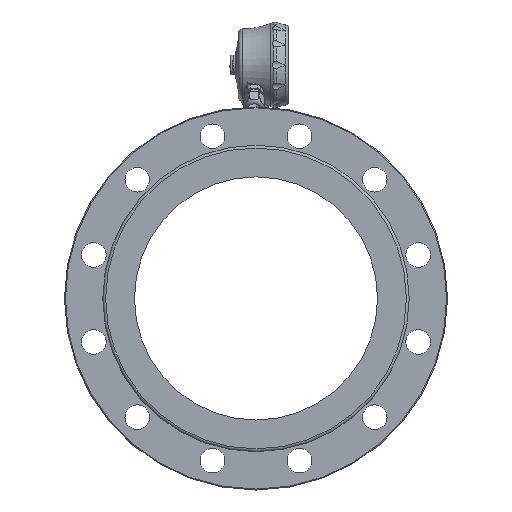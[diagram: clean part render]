
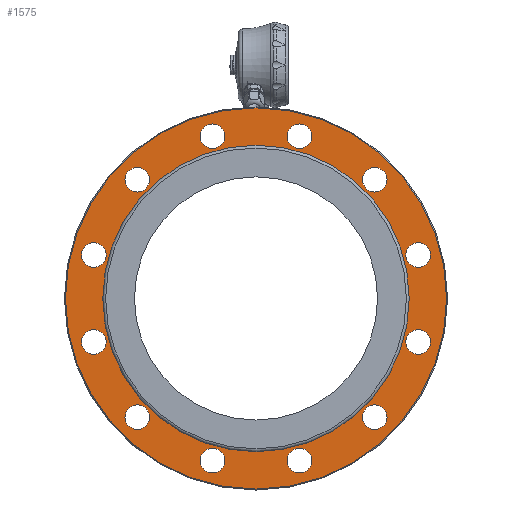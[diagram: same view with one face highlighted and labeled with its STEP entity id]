
A CAD part, front view. The second image highlights one B-rep face of the part: STEP entity #1575.
In plain terms, the highlighted planar face has unit normal (0, -1, 0).
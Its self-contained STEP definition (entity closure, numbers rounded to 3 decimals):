
#1575 = ADVANCED_FACE( '', ( #3308, #3309, #3310, #3311, #3312, #3313, #3314, #3315, #3316, #3317, #3318, #3319, #3320, #3321 ), #3322, .T. );
#3308 = FACE_OUTER_BOUND( '', #5806, .T. );
#3309 = FACE_BOUND( '', #5807, .T. );
#3310 = FACE_BOUND( '', #5808, .T. );
#3311 = FACE_BOUND( '', #5809, .T. );
#3312 = FACE_BOUND( '', #5810, .T. );
#3313 = FACE_BOUND( '', #5811, .T. );
#3314 = FACE_BOUND( '', #5812, .T. );
#3315 = FACE_BOUND( '', #5813, .T. );
#3316 = FACE_BOUND( '', #5814, .T. );
#3317 = FACE_BOUND( '', #5815, .T. );
#3318 = FACE_BOUND( '', #5816, .T. );
#3319 = FACE_BOUND( '', #5817, .T. );
#3320 = FACE_BOUND( '', #5818, .T. );
#3321 = FACE_BOUND( '', #5819, .T. );
#3322 = PLANE( '', #5820 );
#5806 = EDGE_LOOP( '', ( #10370 ) );
#5807 = EDGE_LOOP( '', ( #10371 ) );
#5808 = EDGE_LOOP( '', ( #10372 ) );
#5809 = EDGE_LOOP( '', ( #10373 ) );
#5810 = EDGE_LOOP( '', ( #10374 ) );
#5811 = EDGE_LOOP( '', ( #10375 ) );
#5812 = EDGE_LOOP( '', ( #10376 ) );
#5813 = EDGE_LOOP( '', ( #10377 ) );
#5814 = EDGE_LOOP( '', ( #10378 ) );
#5815 = EDGE_LOOP( '', ( #10379 ) );
#5816 = EDGE_LOOP( '', ( #10380 ) );
#5817 = EDGE_LOOP( '', ( #10381 ) );
#5818 = EDGE_LOOP( '', ( #10382 ) );
#5819 = EDGE_LOOP( '', ( #10383 ) );
#5820 = AXIS2_PLACEMENT_3D( '', #10384, #10385, #10386 );
#10370 = ORIENTED_EDGE( '', *, *, #10745, .T. );
#10371 = ORIENTED_EDGE( '', *, *, #11172, .F. );
#10372 = ORIENTED_EDGE( '', *, *, #11344, .F. );
#10373 = ORIENTED_EDGE( '', *, *, #11517, .F. );
#10374 = ORIENTED_EDGE( '', *, *, #11624, .F. );
#10375 = ORIENTED_EDGE( '', *, *, #12004, .F. );
#10376 = ORIENTED_EDGE( '', *, *, #11590, .F. );
#10377 = ORIENTED_EDGE( '', *, *, #10755, .F. );
#10378 = ORIENTED_EDGE( '', *, *, #12079, .F. );
#10379 = ORIENTED_EDGE( '', *, *, #12155, .F. );
#10380 = ORIENTED_EDGE( '', *, *, #12028, .F. );
#10381 = ORIENTED_EDGE( '', *, *, #11391, .F. );
#10382 = ORIENTED_EDGE( '', *, *, #12026, .F. );
#10383 = ORIENTED_EDGE( '', *, *, #11877, .F. );
#10384 = CARTESIAN_POINT( '', ( 0., -220., 162. ) );
#10385 = DIRECTION( '', ( 0., -1., 0. ) );
#10386 = DIRECTION( '', ( 0., 0., 1. ) );
#10745 = EDGE_CURVE( '', #12766, #12766, #12767, .T. );
#10755 = EDGE_CURVE( '', #12781, #12781, #12782, .T. );
#11172 = EDGE_CURVE( '', #13462, #13462, #13463, .T. );
#11344 = EDGE_CURVE( '', #13733, #13733, #13734, .T. );
#11391 = EDGE_CURVE( '', #13800, #13800, #13801, .T. );
#11517 = EDGE_CURVE( '', #13967, #13967, #13968, .T. );
#11590 = EDGE_CURVE( '', #14069, #14069, #14070, .T. );
#11624 = EDGE_CURVE( '', #14118, #14118, #14119, .T. );
#11877 = EDGE_CURVE( '', #14465, #14465, #14466, .T. );
#12004 = EDGE_CURVE( '', #14636, #14636, #14637, .T. );
#12026 = EDGE_CURVE( '', #14666, #14666, #14667, .T. );
#12028 = EDGE_CURVE( '', #14669, #14669, #14670, .T. );
#12079 = EDGE_CURVE( '', #14725, #14725, #14726, .T. );
#12155 = EDGE_CURVE( '', #14808, #14808, #14809, .T. );
#12766 = VERTEX_POINT( '', #16872 );
#12767 = CIRCLE( '', #16873, 201.5 );
#12781 = VERTEX_POINT( '', #16907 );
#12782 = CIRCLE( '', #16908, 13. );
#13462 = VERTEX_POINT( '', #18579 );
#13463 = CIRCLE( '', #18580, 13. );
#13733 = VERTEX_POINT( '', #19092 );
#13734 = CIRCLE( '', #19093, 13. );
#13800 = VERTEX_POINT( '', #19256 );
#13801 = CIRCLE( '', #19257, 13. );
#13967 = VERTEX_POINT( '', #19751 );
#13968 = CIRCLE( '', #19752, 13. );
#14069 = VERTEX_POINT( '', #19958 );
#14070 = CIRCLE( '', #19959, 13. );
#14118 = VERTEX_POINT( '', #20047 );
#14119 = CIRCLE( '', #20048, 13. );
#14465 = VERTEX_POINT( '', #20959 );
#14466 = CIRCLE( '', #20960, 162. );
#14636 = VERTEX_POINT( '', #21265 );
#14637 = CIRCLE( '', #21266, 13. );
#14666 = VERTEX_POINT( '', #21367 );
#14667 = CIRCLE( '', #21368, 13. );
#14669 = VERTEX_POINT( '', #21370 );
#14670 = CIRCLE( '', #21371, 13. );
#14725 = VERTEX_POINT( '', #21491 );
#14726 = CIRCLE( '', #21492, 13. );
#14808 = VERTEX_POINT( '', #21609 );
#14809 = CIRCLE( '', #21610, 13. );
#16872 = CARTESIAN_POINT( '', ( 0., -220., 201.5 ) );
#16873 = AXIS2_PLACEMENT_3D( '', #22139, #22140, #22141 );
#16907 = CARTESIAN_POINT( '', ( -114.253, -220., -132.011 ) );
#16908 = AXIS2_PLACEMENT_3D( '', #22150, #22151, #22152 );
#18579 = CARTESIAN_POINT( '', ( 114.253, -220., 132.011 ) );
#18580 = AXIS2_PLACEMENT_3D( '', #22594, #22595, #22596 );
#19092 = CARTESIAN_POINT( '', ( 164.952, -220., 57.199 ) );
#19093 = AXIS2_PLACEMENT_3D( '', #22783, #22784, #22785 );
#19256 = CARTESIAN_POINT( '', ( -57.199, -220., 164.952 ) );
#19257 = AXIS2_PLACEMENT_3D( '', #22848, #22849, #22850 );
#19751 = CARTESIAN_POINT( '', ( 171.452, -220., -32.94 ) );
#19752 = AXIS2_PLACEMENT_3D( '', #22950, #22951, #22952 );
#19958 = CARTESIAN_POINT( '', ( -32.94, -220., -171.452 ) );
#19959 = AXIS2_PLACEMENT_3D( '', #23026, #23027, #23028 );
#20047 = CARTESIAN_POINT( '', ( 132.011, -220., -114.253 ) );
#20048 = AXIS2_PLACEMENT_3D( '', #23059, #23060, #23061 );
#20959 = CARTESIAN_POINT( '', ( 0., -220., 162. ) );
#20960 = AXIS2_PLACEMENT_3D( '', #23309, #23310, #23311 );
#21265 = CARTESIAN_POINT( '', ( 57.199, -220., -164.952 ) );
#21266 = AXIS2_PLACEMENT_3D( '', #23435, #23436, #23437 );
#21367 = CARTESIAN_POINT( '', ( 32.94, -220., 171.452 ) );
#21368 = AXIS2_PLACEMENT_3D( '', #23462, #23463, #23464 );
#21370 = CARTESIAN_POINT( '', ( -132.011, -220., 114.253 ) );
#21371 = AXIS2_PLACEMENT_3D( '', #23465, #23466, #23467 );
#21491 = CARTESIAN_POINT( '', ( -164.952, -220., -57.199 ) );
#21492 = AXIS2_PLACEMENT_3D( '', #23502, #23503, #23504 );
#21609 = CARTESIAN_POINT( '', ( -171.452, -220., 32.94 ) );
#21610 = AXIS2_PLACEMENT_3D( '', #23567, #23568, #23569 );
#22139 = CARTESIAN_POINT( '', ( 0., -220., 0. ) );
#22140 = DIRECTION( '', ( 0., -1., 0. ) );
#22141 = DIRECTION( '', ( 0., 0., 1. ) );
#22150 = CARTESIAN_POINT( '', ( -125.511, -220., -125.511 ) );
#22151 = DIRECTION( '', ( 0., -1., 0. ) );
#22152 = DIRECTION( '', ( 0.866, 0., -0.5 ) );
#22594 = CARTESIAN_POINT( '', ( 125.511, -220., 125.511 ) );
#22595 = DIRECTION( '', ( 0., -1., 0. ) );
#22596 = DIRECTION( '', ( -0.866, 0., 0.5 ) );
#22783 = CARTESIAN_POINT( '', ( 171.452, -220., 45.94 ) );
#22784 = DIRECTION( '', ( 0., -1., 0. ) );
#22785 = DIRECTION( '', ( -0.5, 0., 0.866 ) );
#22848 = CARTESIAN_POINT( '', ( -45.94, -220., 171.452 ) );
#22849 = DIRECTION( '', ( 0., -1., 0. ) );
#22850 = DIRECTION( '', ( -0.866, 0., -0.5 ) );
#22950 = CARTESIAN_POINT( '', ( 171.452, -220., -45.94 ) );
#22951 = DIRECTION( '', ( 0., -1., 0. ) );
#22952 = DIRECTION( '', ( 0., 0., 1. ) );
#23026 = CARTESIAN_POINT( '', ( -45.94, -220., -171.452 ) );
#23027 = DIRECTION( '', ( 0., -1., 0. ) );
#23028 = DIRECTION( '', ( 1., 0., 0. ) );
#23059 = CARTESIAN_POINT( '', ( 125.511, -220., -125.511 ) );
#23060 = DIRECTION( '', ( 0., -1., 0. ) );
#23061 = DIRECTION( '', ( 0.5, 0., 0.866 ) );
#23309 = CARTESIAN_POINT( '', ( 0., -220., 0. ) );
#23310 = DIRECTION( '', ( 0., -1., 0. ) );
#23311 = DIRECTION( '', ( 0., 0., 1. ) );
#23435 = CARTESIAN_POINT( '', ( 45.94, -220., -171.452 ) );
#23436 = DIRECTION( '', ( 0., -1., 0. ) );
#23437 = DIRECTION( '', ( 0.866, 0., 0.5 ) );
#23462 = CARTESIAN_POINT( '', ( 45.94, -220., 171.452 ) );
#23463 = DIRECTION( '', ( 0., -1., 0. ) );
#23464 = DIRECTION( '', ( -1., 0., 0. ) );
#23465 = CARTESIAN_POINT( '', ( -125.511, -220., 125.511 ) );
#23466 = DIRECTION( '', ( 0., -1., 0. ) );
#23467 = DIRECTION( '', ( -0.5, 0., -0.866 ) );
#23502 = CARTESIAN_POINT( '', ( -171.452, -220., -45.94 ) );
#23503 = DIRECTION( '', ( 0., -1., 0. ) );
#23504 = DIRECTION( '', ( 0.5, 0., -0.866 ) );
#23567 = CARTESIAN_POINT( '', ( -171.452, -220., 45.94 ) );
#23568 = DIRECTION( '', ( 0., -1., 0. ) );
#23569 = DIRECTION( '', ( 0., 0., -1. ) );
